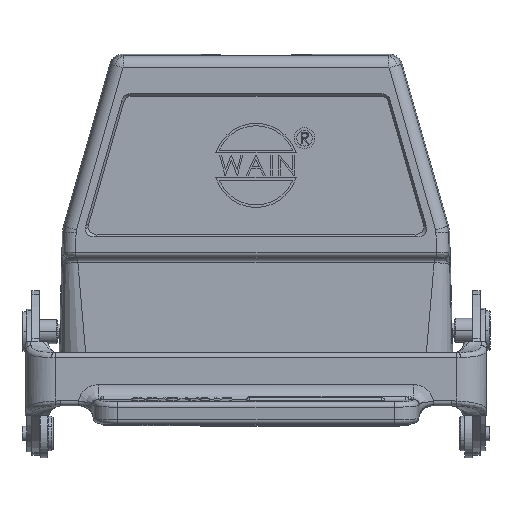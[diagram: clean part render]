
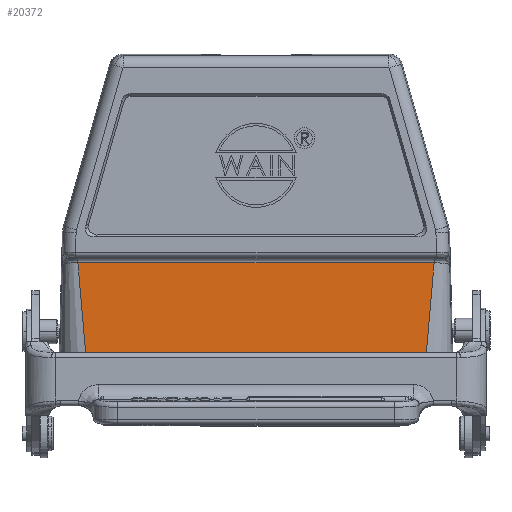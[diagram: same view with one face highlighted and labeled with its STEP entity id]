
A CAD part, top view. The second image highlights one B-rep face of the part: STEP entity #20372.
In plain terms, the highlighted planar face has unit normal (0, 0, 1).
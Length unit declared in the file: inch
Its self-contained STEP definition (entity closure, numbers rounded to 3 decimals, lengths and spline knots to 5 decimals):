
#1162=DIRECTION('',(1.,0.,0.));
#1163=VECTOR('',#1162,2.68663);
#1164=CARTESIAN_POINT('',(-1.34332,0.11811,
0.58071));
#1165=LINE('',#1164,#1163);
#1540=DIRECTION('',(-0.086,0.996,0.));
#1541=VECTOR('',#1540,0.87955);
#1542=CARTESIAN_POINT('',(-1.34332,0.11811,
0.58071));
#1543=LINE('',#1542,#1541);
#1544=DIRECTION('',(-0.086,-0.996,0.));
#1545=VECTOR('',#1544,0.87955);
#1546=CARTESIAN_POINT('',(1.41887,0.99441,
0.58071));
#1547=LINE('',#1546,#1545);
#1563=CARTESIAN_POINT('',(-1.34332,0.11811,
0.58071));
#1597=DIRECTION('',(-1.,0.,0.));
#1598=VECTOR('',#1597,2.83775);
#1599=CARTESIAN_POINT('',(1.41887,0.99441,
0.58071));
#1600=LINE('',#1599,#1598);
#17447=VERTEX_POINT('',#1563);
#17448=CARTESIAN_POINT('',(1.34332,0.11811,
0.58071));
#17449=VERTEX_POINT('',#17448);
#17873=CARTESIAN_POINT('',(-1.41887,0.99441,
0.58071));
#17875=VERTEX_POINT('',#17873);
#17879=CARTESIAN_POINT('',(1.41887,0.99441,
0.58071));
#17880=VERTEX_POINT('',#17879);
#20359=CARTESIAN_POINT('',(0.,0.55626,
0.58071));
#20360=DIRECTION('',(0.,0.,1.));
#20361=DIRECTION('',(1.,0.,0.));
#20362=AXIS2_PLACEMENT_3D('',#20359,#20360,#20361);
#20363=PLANE('',#20362);
#20365=ORIENTED_EDGE('',*,*,#20364,.T.);
#20367=ORIENTED_EDGE('',*,*,#20366,.F.);
#20368=ORIENTED_EDGE('',*,*,#20347,.T.);
#20369=ORIENTED_EDGE('',*,*,#19871,.F.);
#20370=EDGE_LOOP('',(#20365,#20367,#20368,#20369));
#20371=FACE_OUTER_BOUND('',#20370,.F.);
#20372=ADVANCED_FACE('',(#20371),#20363,.T.);
#19871=EDGE_CURVE('',#17447,#17449,#1165,.T.);
#20347=EDGE_CURVE('',#17880,#17449,#1547,.T.);
#20364=EDGE_CURVE('',#17447,#17875,#1543,.T.);
#20366=EDGE_CURVE('',#17880,#17875,#1600,.T.);
